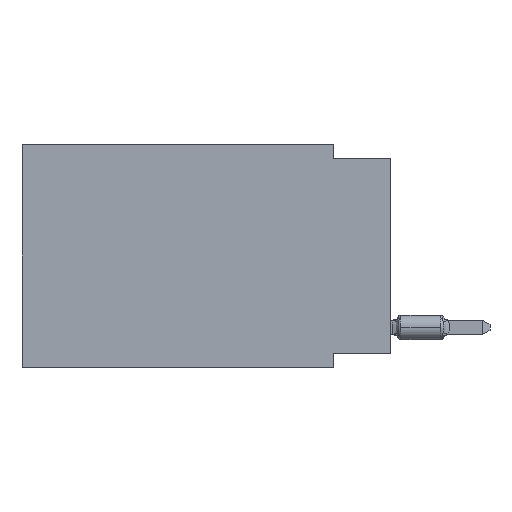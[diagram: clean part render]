
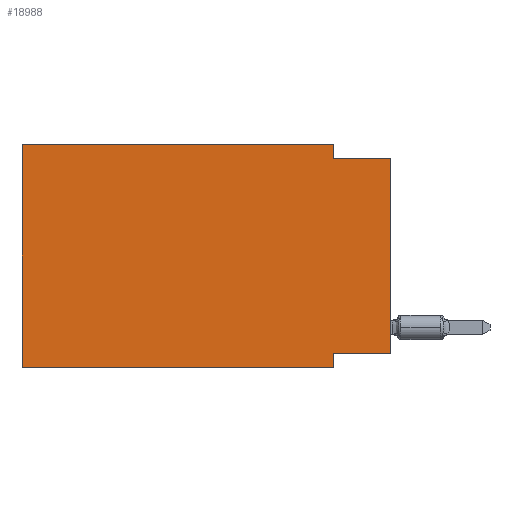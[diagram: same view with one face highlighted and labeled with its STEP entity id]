
A CAD part, left-side view. The second image highlights one B-rep face of the part: STEP entity #18988.
In plain terms, the highlighted planar face has unit normal (-1, 0, 0).
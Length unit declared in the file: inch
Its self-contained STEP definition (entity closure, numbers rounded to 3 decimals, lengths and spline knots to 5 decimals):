
#455 = AXIS2_PLACEMENT_3D ( 'NONE', #12670, #5446, #9826 ) ;
#516 = VECTOR ( 'NONE', #1024, 39.37008 ) ;
#582 = CARTESIAN_POINT ( 'NONE',  ( 0., 0., -0.025 ) ) ;
#583 = CARTESIAN_POINT ( 'NONE',  ( 0., 0.645, 0. ) ) ;
#635 = CARTESIAN_POINT ( 'NONE',  ( 0., 0.1, 0. ) ) ;
#1024 = DIRECTION ( 'NONE',  ( 0., 0., -1. ) ) ;
#1162 = EDGE_CURVE ( 'NONE', #16133, #17365, #7279, .T. ) ;
#1303 = VECTOR ( 'NONE', #5578, 39.37008 ) ;
#1446 = VECTOR ( 'NONE', #14724, 39.37008 ) ;
#1456 = CARTESIAN_POINT ( 'NONE',  ( 0., 0.1, -0.365 ) ) ;
#2276 = CARTESIAN_POINT ( 'NONE',  ( 0., 0., 0. ) ) ;
#2488 = LINE ( 'NONE', #19288, #10274 ) ;
#3187 = EDGE_CURVE ( 'NONE', #10016, #7636, #6908, .T. ) ;
#3667 = DIRECTION ( 'NONE',  ( 0., -1., 0. ) ) ;
#3673 = DIRECTION ( 'NONE',  ( 0., -1., 0. ) ) ;
#3768 = LINE ( 'NONE', #9838, #11592 ) ;
#3831 = CARTESIAN_POINT ( 'NONE',  ( 0., 0., -0.365 ) ) ;
#3931 = LINE ( 'NONE', #3831, #16960 ) ;
#4435 = ORIENTED_EDGE ( 'NONE', *, *, #6600, .F. ) ;
#4485 = CARTESIAN_POINT ( 'NONE',  ( 0., 0.645, -0.39 ) ) ;
#5019 = CARTESIAN_POINT ( 'NONE',  ( 0., 0.1, -0.39 ) ) ;
#5115 = CARTESIAN_POINT ( 'NONE',  ( 0., 0.645, 0. ) ) ;
#5150 = EDGE_CURVE ( 'NONE', #17214, #7636, #3768, .T. ) ;
#5446 = DIRECTION ( 'NONE',  ( 1., 0., 0. ) ) ;
#5578 = DIRECTION ( 'NONE',  ( 0., -1., 0. ) ) ;
#5764 = ORIENTED_EDGE ( 'NONE', *, *, #9005, .F. ) ;
#6600 = EDGE_CURVE ( 'NONE', #15668, #16133, #17227, .T. ) ;
#6885 = EDGE_CURVE ( 'NONE', #13658, #15668, #12595, .T. ) ;
#6908 = LINE ( 'NONE', #8500, #1446 ) ;
#7188 = ORIENTED_EDGE ( 'NONE', *, *, #6885, .F. ) ;
#7279 = LINE ( 'NONE', #11715, #1303 ) ;
#7636 = VERTEX_POINT ( 'NONE', #5019 ) ;
#7654 = EDGE_LOOP ( 'NONE', ( #11408, #19139, #4435, #7188, #10226, #12570, #9960, #5764 ) ) ;
#7762 = CARTESIAN_POINT ( 'NONE',  ( 0., 0., -0.365 ) ) ;
#8332 = PLANE ( 'NONE',  #455 ) ;
#8500 = CARTESIAN_POINT ( 'NONE',  ( 0., 0.1, -0.39 ) ) ;
#9005 = EDGE_CURVE ( 'NONE', #16037, #10016, #3931, .T. ) ;
#9324 = EDGE_CURVE ( 'NONE', #16037, #17365, #12805, .T. ) ;
#9435 = VECTOR ( 'NONE', #3673, 39.37008 ) ;
#9462 = CARTESIAN_POINT ( 'NONE',  ( 0., 0.1, 0. ) ) ;
#9826 = DIRECTION ( 'NONE',  ( 0., 0., -1. ) ) ;
#9838 = CARTESIAN_POINT ( 'NONE',  ( 0., 0.645, -0.39 ) ) ;
#9960 = ORIENTED_EDGE ( 'NONE', *, *, #3187, .F. ) ;
#10016 = VERTEX_POINT ( 'NONE', #1456 ) ;
#10226 = ORIENTED_EDGE ( 'NONE', *, *, #16965, .F. ) ;
#10274 = VECTOR ( 'NONE', #13216, 39.37008 ) ;
#11408 = ORIENTED_EDGE ( 'NONE', *, *, #9324, .T. ) ;
#11592 = VECTOR ( 'NONE', #3667, 39.37008 ) ;
#11715 = CARTESIAN_POINT ( 'NONE',  ( 0., 0., -0.025 ) ) ;
#12570 = ORIENTED_EDGE ( 'NONE', *, *, #5150, .T. ) ;
#12595 = LINE ( 'NONE', #583, #9435 ) ;
#12670 = CARTESIAN_POINT ( 'NONE',  ( 0., 0.645, 0. ) ) ;
#12805 = LINE ( 'NONE', #2276, #13784 ) ;
#13216 = DIRECTION ( 'NONE',  ( 0., 0., 1. ) ) ;
#13658 = VERTEX_POINT ( 'NONE', #5115 ) ;
#13784 = VECTOR ( 'NONE', #19079, 39.37008 ) ;
#14456 = DIRECTION ( 'NONE',  ( 0., 1., 0. ) ) ;
#14724 = DIRECTION ( 'NONE',  ( 0., 0., -1. ) ) ;
#15668 = VERTEX_POINT ( 'NONE', #9462 ) ;
#15867 = CARTESIAN_POINT ( 'NONE',  ( 0., 0.1, -0.025 ) ) ;
#16037 = VERTEX_POINT ( 'NONE', #7762 ) ;
#16133 = VERTEX_POINT ( 'NONE', #15867 ) ;
#16960 = VECTOR ( 'NONE', #14456, 39.37008 ) ;
#16965 = EDGE_CURVE ( 'NONE', #17214, #13658, #2488, .T. ) ;
#17214 = VERTEX_POINT ( 'NONE', #4485 ) ;
#17227 = LINE ( 'NONE', #635, #516 ) ;
#17358 = FACE_OUTER_BOUND ( 'NONE', #7654, .T. ) ;
#17365 = VERTEX_POINT ( 'NONE', #582 ) ;
#18988 = ADVANCED_FACE ( 'NONE', ( #17358 ), #8332, .F. ) ;
#19079 = DIRECTION ( 'NONE',  ( 0., 0., 1. ) ) ;
#19139 = ORIENTED_EDGE ( 'NONE', *, *, #1162, .F. ) ;
#19288 = CARTESIAN_POINT ( 'NONE',  ( 0., 0.645, 0. ) ) ;
